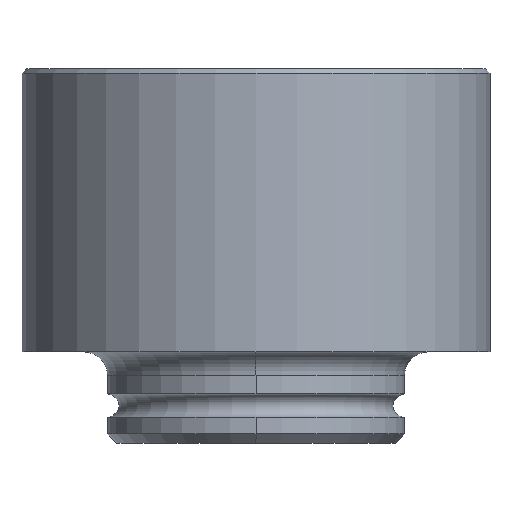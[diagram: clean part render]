
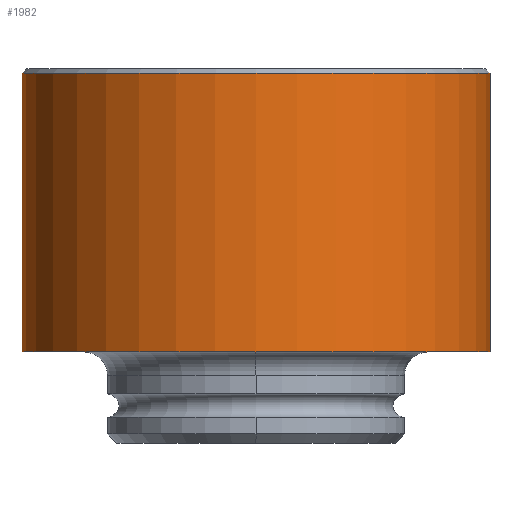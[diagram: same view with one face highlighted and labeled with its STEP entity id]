
A CAD part, left-side view. The second image highlights one B-rep face of the part: STEP entity #1982.
In plain terms, the highlighted cylindrical face has radius 99.95 mm (diameter 199.9 mm), a partial arc.
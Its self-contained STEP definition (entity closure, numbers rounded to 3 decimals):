
#362=DIRECTION('',(0.,0.,1.));
#363=VECTOR('',#362,119.);
#364=CARTESIAN_POINT('',(0.,99.95,39.));
#365=LINE('',#364,#363);
#371=DIRECTION('',(0.,0.,1.));
#372=VECTOR('',#371,119.);
#373=CARTESIAN_POINT('',(0.,-99.95,39.));
#374=LINE('',#373,#372);
#861=CARTESIAN_POINT('',(0.,0.,158.));
#862=DIRECTION('',(0.,0.,1.));
#863=DIRECTION('',(0.,1.,0.));
#864=AXIS2_PLACEMENT_3D('',#861,#862,#863);
#866=CARTESIAN_POINT('',(0.,0.,39.));
#867=DIRECTION('',(0.,0.,1.));
#868=DIRECTION('',(0.,1.,0.));
#869=AXIS2_PLACEMENT_3D('',#866,#867,#868);
#995=CARTESIAN_POINT('',(0.,99.95,39.));
#996=CARTESIAN_POINT('',(0.,-99.95,39.));
#997=VERTEX_POINT('',#995);
#998=VERTEX_POINT('',#996);
#1023=CARTESIAN_POINT('',(0.,-99.95,158.));
#1024=CARTESIAN_POINT('',(0.,99.95,158.));
#1025=VERTEX_POINT('',#1023);
#1026=VERTEX_POINT('',#1024);
#1971=CARTESIAN_POINT('',(0.,0.,32.95));
#1972=DIRECTION('',(0.,0.,1.));
#1973=DIRECTION('',(0.,1.,0.));
#1974=AXIS2_PLACEMENT_3D('',#1971,#1972,#1973);
#1975=CYLINDRICAL_SURFACE('',#1974,99.95);
#1976=ORIENTED_EDGE('',*,*,#1965,.T.);
#1977=ORIENTED_EDGE('',*,*,#1361,.F.);
#1978=ORIENTED_EDGE('',*,*,#1342,.F.);
#1979=ORIENTED_EDGE('',*,*,#1358,.T.);
#1980=EDGE_LOOP('',(#1976,#1977,#1978,#1979));
#1981=FACE_OUTER_BOUND('',#1980,.F.);
#1982=ADVANCED_FACE('',(#1981),#1975,.T.);
#865=CIRCLE('',#864,99.95);
#870=CIRCLE('',#869,99.95);
#1342=EDGE_CURVE('',#997,#998,#870,.T.);
#1358=EDGE_CURVE('',#997,#1026,#365,.T.);
#1361=EDGE_CURVE('',#998,#1025,#374,.T.);
#1965=EDGE_CURVE('',#1026,#1025,#865,.T.);
